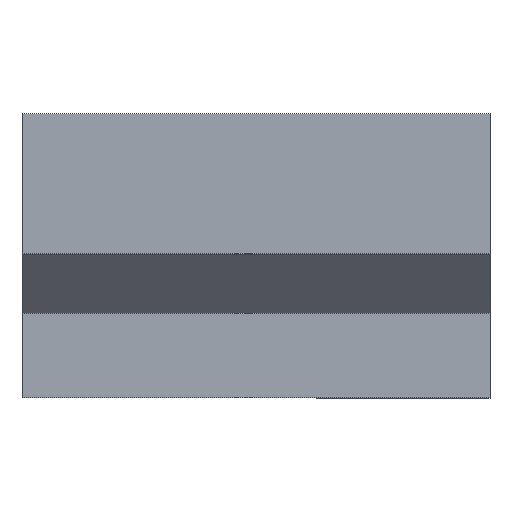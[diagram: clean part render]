
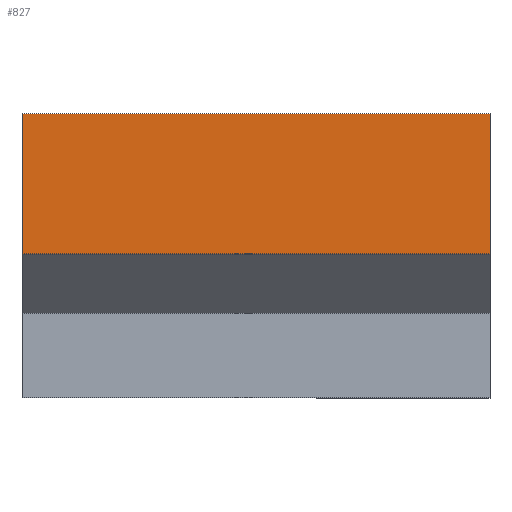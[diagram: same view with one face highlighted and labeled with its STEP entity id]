
A CAD part, top view. The second image highlights one B-rep face of the part: STEP entity #827.
In plain terms, the highlighted planar face has unit normal (0, 0, 1).
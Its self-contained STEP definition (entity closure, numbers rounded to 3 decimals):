
#24 = CARTESIAN_POINT ( 'NONE',  ( 43., 14.5, -7.5 ) ) ;
#26 = VECTOR ( 'NONE', #73, 1000. ) ;
#36 = ORIENTED_EDGE ( 'NONE', *, *, #158, .F. ) ;
#38 = FACE_OUTER_BOUND ( 'NONE', #667, .T. ) ;
#40 = LINE ( 'NONE', #496, #231 ) ;
#73 = DIRECTION ( 'NONE',  ( 1., 0., 0. ) ) ;
#105 = DIRECTION ( 'NONE',  ( 0., 1., 0. ) ) ;
#109 = PLANE ( 'NONE',  #500 ) ;
#125 = ORIENTED_EDGE ( 'NONE', *, *, #977, .F. ) ;
#135 = VECTOR ( 'NONE', #812, 1000. ) ;
#147 = VERTEX_POINT ( 'NONE', #657 ) ;
#158 = EDGE_CURVE ( 'NONE', #666, #403, #828, .T. ) ;
#231 = VECTOR ( 'NONE', #352, 1000. ) ;
#320 = CARTESIAN_POINT ( 'NONE',  ( 43., 25., -7.5 ) ) ;
#331 = EDGE_CURVE ( 'NONE', #403, #147, #40, .T. ) ;
#338 = VECTOR ( 'NONE', #105, 1000. ) ;
#347 = DIRECTION ( 'NONE',  ( 0., 0., -1. ) ) ;
#350 = ORIENTED_EDGE ( 'NONE', *, *, #926, .F. ) ;
#352 = DIRECTION ( 'NONE',  ( -1., 0., 0. ) ) ;
#403 = VERTEX_POINT ( 'NONE', #24 ) ;
#427 = CARTESIAN_POINT ( 'NONE',  ( 43., 14.5, -7.5 ) ) ;
#436 = CARTESIAN_POINT ( 'NONE',  ( 43., 14.5, -7.5 ) ) ;
#472 = LINE ( 'NONE', #623, #26 ) ;
#480 = CARTESIAN_POINT ( 'NONE',  ( 8., 25., -7.5 ) ) ;
#496 = CARTESIAN_POINT ( 'NONE',  ( 43., 14.5, -7.5 ) ) ;
#500 = AXIS2_PLACEMENT_3D ( 'NONE', #427, #347, #653 ) ;
#623 = CARTESIAN_POINT ( 'NONE',  ( 8., 25., -7.5 ) ) ;
#653 = DIRECTION ( 'NONE',  ( 0., 1., 0. ) ) ;
#657 = CARTESIAN_POINT ( 'NONE',  ( 8., 14.5, -7.5 ) ) ;
#666 = VERTEX_POINT ( 'NONE', #320 ) ;
#667 = EDGE_LOOP ( 'NONE', ( #125, #350, #987, #36 ) ) ;
#671 = VERTEX_POINT ( 'NONE', #480 ) ;
#710 = LINE ( 'NONE', #787, #338 ) ;
#787 = CARTESIAN_POINT ( 'NONE',  ( 8., 0., -7.5 ) ) ;
#812 = DIRECTION ( 'NONE',  ( 0., -1., 0. ) ) ;
#827 = ADVANCED_FACE ( 'NONE', ( #38 ), #109, .F. ) ;
#828 = LINE ( 'NONE', #436, #135 ) ;
#926 = EDGE_CURVE ( 'NONE', #147, #671, #710, .T. ) ;
#977 = EDGE_CURVE ( 'NONE', #671, #666, #472, .T. ) ;
#987 = ORIENTED_EDGE ( 'NONE', *, *, #331, .F. ) ;
